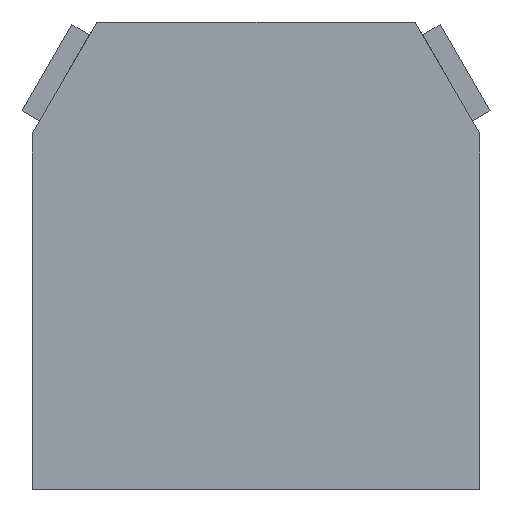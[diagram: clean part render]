
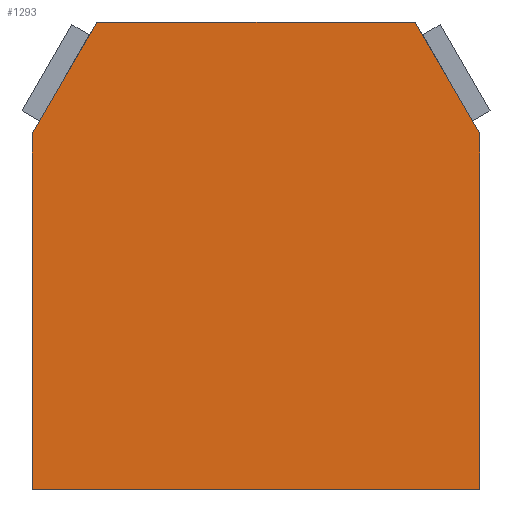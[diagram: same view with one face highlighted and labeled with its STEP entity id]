
A CAD part, front view. The second image highlights one B-rep face of the part: STEP entity #1293.
In plain terms, the highlighted planar face has unit normal (0, -1, 0).
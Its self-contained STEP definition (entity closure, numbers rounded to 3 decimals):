
#1293=ADVANCED_FACE('',(#2973),#2153,.F.);
#2153=PLANE('',#17943);
#2973=FACE_OUTER_BOUND('',#3888,.T.);
#3888=EDGE_LOOP('',(#7589,#7590,#7591,#7592,#7593,#7594));
#7589=ORIENTED_EDGE('',*,*,#12107,.F.);
#7590=ORIENTED_EDGE('',*,*,#12108,.F.);
#7591=ORIENTED_EDGE('',*,*,#12109,.F.);
#7592=ORIENTED_EDGE('',*,*,#12110,.F.);
#7593=ORIENTED_EDGE('',*,*,#12111,.F.);
#7594=ORIENTED_EDGE('',*,*,#12112,.F.);
#9977=VERTEX_POINT('',#25871);
#9978=VERTEX_POINT('',#25872);
#9979=VERTEX_POINT('',#25874);
#9980=VERTEX_POINT('',#25876);
#9981=VERTEX_POINT('',#25878);
#9982=VERTEX_POINT('',#25880);
#12107=EDGE_CURVE('',#9977,#9978,#14399,.T.);
#12108=EDGE_CURVE('',#9979,#9977,#14400,.T.);
#12109=EDGE_CURVE('',#9980,#9979,#14401,.T.);
#12110=EDGE_CURVE('',#9981,#9980,#14402,.T.);
#12111=EDGE_CURVE('',#9982,#9981,#14403,.T.);
#12112=EDGE_CURVE('',#9978,#9982,#14404,.T.);
#14399=LINE('',#25870,#16671);
#14400=LINE('',#25873,#16672);
#14401=LINE('',#25875,#16673);
#14402=LINE('',#25877,#16674);
#14403=LINE('',#25879,#16675);
#14404=LINE('',#25881,#16676);
#16671=VECTOR('',#21240,1.);
#16672=VECTOR('',#21241,1.);
#16673=VECTOR('',#21242,1.);
#16674=VECTOR('',#21243,1.);
#16675=VECTOR('',#21244,1.);
#16676=VECTOR('',#21245,1.);
#17943=AXIS2_PLACEMENT_3D('',#25882,#21246,#21247);
#21240=DIRECTION('',(0.5,0.,-0.866));
#21241=DIRECTION('',(1.,0.,0.));
#21242=DIRECTION('',(0.5,0.,0.866));
#21243=DIRECTION('',(0.,0.,1.));
#21244=DIRECTION('',(-1.,0.,0.));
#21245=DIRECTION('',(0.,0.,-1.));
#21246=DIRECTION('',(0.,1.,0.));
#21247=DIRECTION('',(1.,0.,0.));
#25870=CARTESIAN_POINT('',(7.825,0.,23.));
#25871=CARTESIAN_POINT('',(7.825,0.,23.));
#25872=CARTESIAN_POINT('',(11.,0.,17.5));
#25873=CARTESIAN_POINT('',(-7.825,0.,23.));
#25874=CARTESIAN_POINT('',(-7.825,0.,23.));
#25875=CARTESIAN_POINT('',(-11.,0.,17.5));
#25876=CARTESIAN_POINT('',(-11.,0.,17.5));
#25877=CARTESIAN_POINT('',(-11.,0.,0.));
#25878=CARTESIAN_POINT('',(-11.,0.,0.));
#25879=CARTESIAN_POINT('',(11.,0.,0.));
#25880=CARTESIAN_POINT('',(11.,0.,0.));
#25881=CARTESIAN_POINT('',(11.,0.,17.5));
#25882=CARTESIAN_POINT('',(-11.,0.,23.));
